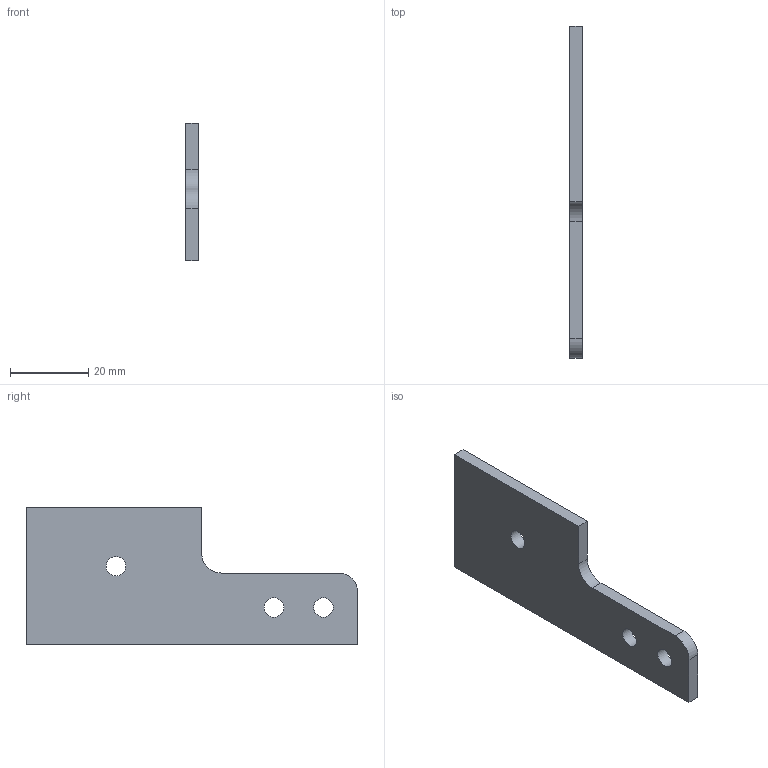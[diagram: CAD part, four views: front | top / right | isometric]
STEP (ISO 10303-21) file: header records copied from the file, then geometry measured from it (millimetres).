
FILE_DESCRIPTION( ( '' ), ' ' );
FILE_NAME( '5d6f2c03aa658c15b057aa23.step', '2019-09-04T03:14:11', ( '' ), ( '' ), ' ', ' ', ' ' );
FILE_SCHEMA( ( 'AUTOMOTIVE_DESIGN { 1 0 10303 214 1 1 1 1 }' ) );
Length unit declared in the file: metre
Products named in the file (1): Shaft Bushing
Bounding box: 3.17 x 85 x 35.23 mm (x, y, z)
Volume: 7180.9 mm3; surface area: 5422.9 mm2
Topology: 1 solids, 1 shells, 13 faces, 33 edges, 22 vertices
Faces by surface type: plane 8, cylinder 5
Full cylindrical faces by diameter (mm): 5 x3
Entity records: 514 total; most frequent: DIRECTION 68, CARTESIAN_POINT 66, ORIENTED_EDGE 60, EDGE_CURVE 30, AXIS2_PLACEMENT_3D 24, EDGE_LOOP 22, VERTEX_POINT 22, LINE 20
